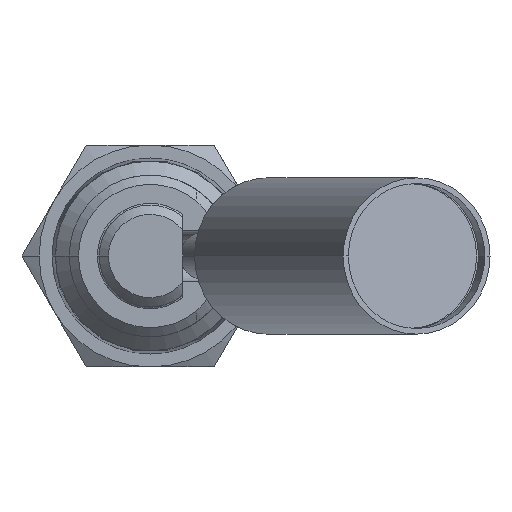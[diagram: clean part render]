
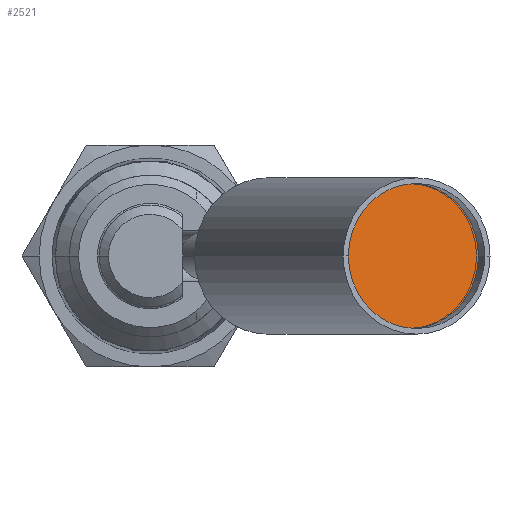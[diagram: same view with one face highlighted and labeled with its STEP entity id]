
A CAD part, left-side view. The second image highlights one B-rep face of the part: STEP entity #2521.
In plain terms, the highlighted planar face has unit normal (-0.94, -0.342, 0).
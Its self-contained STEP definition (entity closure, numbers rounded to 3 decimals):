
#10 = ORIENTED_EDGE ( 'NONE', *, *, #1137, .T. ) ;
#87 = VERTEX_POINT ( 'NONE', #1452 ) ;
#629 = EDGE_CURVE ( 'NONE', #87, #2011, #3774, .T. ) ;
#648 = DIRECTION ( 'NONE',  ( 0.342, -0.94, 0. ) ) ;
#658 = AXIS2_PLACEMENT_3D ( 'NONE', #938, #1499, #648 ) ;
#700 = DIRECTION ( 'NONE',  ( 0.342, -0.94, 0. ) ) ;
#915 = AXIS2_PLACEMENT_3D ( 'NONE', #1860, #2814, #700 ) ;
#938 = CARTESIAN_POINT ( 'NONE',  ( -96.548, -28.127, 0. ) ) ;
#1105 = DIRECTION ( 'NONE',  ( 0.342, -0.94, 0. ) ) ;
#1137 = EDGE_CURVE ( 'NONE', #2011, #87, #1422, .T. ) ;
#1277 = CARTESIAN_POINT ( 'NONE',  ( -99.233, -20.751, 0. ) ) ;
#1400 = EDGE_LOOP ( 'NONE', ( #3139, #10 ) ) ;
#1422 = CIRCLE ( 'NONE', #1975, 7.85 ) ;
#1452 = CARTESIAN_POINT ( 'NONE',  ( -93.863, -35.504, 0. ) ) ;
#1499 = DIRECTION ( 'NONE',  ( -0.94, -0.342, 0. ) ) ;
#1860 = CARTESIAN_POINT ( 'NONE',  ( -96.548, -28.127, 0. ) ) ;
#1975 = AXIS2_PLACEMENT_3D ( 'NONE', #2598, #3782, #1105 ) ;
#2011 = VERTEX_POINT ( 'NONE', #1277 ) ;
#2521 = ADVANCED_FACE ( 'NONE', ( #3293 ), #3552, .T. ) ;
#2598 = CARTESIAN_POINT ( 'NONE',  ( -96.548, -28.127, 0. ) ) ;
#2814 = DIRECTION ( 'NONE',  ( -0.94, -0.342, 0. ) ) ;
#3139 = ORIENTED_EDGE ( 'NONE', *, *, #629, .T. ) ;
#3293 = FACE_OUTER_BOUND ( 'NONE', #1400, .T. ) ;
#3552 = PLANE ( 'NONE',  #658 ) ;
#3774 = CIRCLE ( 'NONE', #915, 7.85 ) ;
#3782 = DIRECTION ( 'NONE',  ( -0.94, -0.342, 0. ) ) ;
